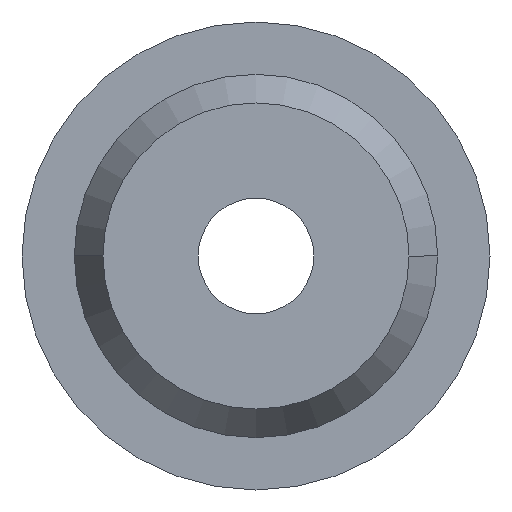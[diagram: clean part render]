
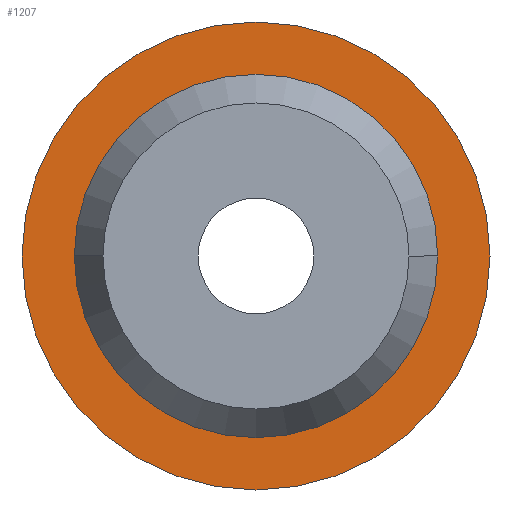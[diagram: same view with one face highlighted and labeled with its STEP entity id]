
A CAD part, front view. The second image highlights one B-rep face of the part: STEP entity #1207.
In plain terms, the highlighted planar face has unit normal (0, -1, 0).
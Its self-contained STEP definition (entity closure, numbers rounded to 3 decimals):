
#51=CARTESIAN_POINT('',(8.5,6.5,0.0));
#52=VERTEX_POINT('',#51);
#68=CARTESIAN_POINT('',(-8.5,6.5,0.));
#69=VERTEX_POINT('',#68);
#76=CARTESIAN_POINT('',(0.0,6.5,0.0));
#77=DIRECTION('',(0.0,-1.0,0.0));
#78=DIRECTION('',(1.0,0.0,0.0));
#79=AXIS2_PLACEMENT_3D('',#76,#77,#78);
#80=CIRCLE('',#79,8.5);
#81=EDGE_CURVE('',#52,#69,#80,.T.);
#378=CARTESIAN_POINT('',(6.6,6.5,0.0));
#379=VERTEX_POINT('',#378);
#388=CARTESIAN_POINT('',(-6.6,6.5,0.));
#389=VERTEX_POINT('',#388);
#390=CARTESIAN_POINT('',(0.0,6.5,0.0));
#391=DIRECTION('',(0.0,-1.0,0.0));
#392=DIRECTION('',(1.0,0.0,0.0));
#393=AXIS2_PLACEMENT_3D('',#390,#391,#392);
#394=CIRCLE('',#393,6.6);
#395=EDGE_CURVE('',#379,#389,#394,.T.);
#587=CARTESIAN_POINT('',(0.0,6.5,0.0));
#588=DIRECTION('',(0.0,-1.0,0.0));
#589=DIRECTION('',(1.0,0.0,0.0));
#590=AXIS2_PLACEMENT_3D('',#587,#588,#589);
#591=CIRCLE('',#590,6.6);
#592=EDGE_CURVE('',#389,#379,#591,.T.);
#1182=CARTESIAN_POINT('',(0.0,6.5,0.0));
#1183=DIRECTION('',(0.0,-1.0,0.0));
#1184=DIRECTION('',(1.0,0.0,0.0));
#1185=AXIS2_PLACEMENT_3D('',#1182,#1183,#1184);
#1186=CIRCLE('',#1185,8.5);
#1187=EDGE_CURVE('',#69,#52,#1186,.T.);
#1194=CARTESIAN_POINT('',(7.55,6.5,0.0));
#1195=DIRECTION('',(0.0,-1.0,0.0));
#1196=DIRECTION('',(0.0,0.0,-1.0));
#1197=AXIS2_PLACEMENT_3D('',#1194,#1195,#1196);
#1198=PLANE('',#1197);
#1199=ORIENTED_EDGE('',*,*,#81,.T.);
#1200=ORIENTED_EDGE('',*,*,#1187,.T.);
#1201=EDGE_LOOP('',(#1199,#1200));
#1202=FACE_OUTER_BOUND('',#1201,.T.);
#1203=ORIENTED_EDGE('',*,*,#395,.F.);
#1204=ORIENTED_EDGE('',*,*,#592,.F.);
#1205=EDGE_LOOP('',(#1203,#1204));
#1206=FACE_BOUND('',#1205,.T.);
#1207=ADVANCED_FACE('',(#1202,#1206),#1198,.T.);
